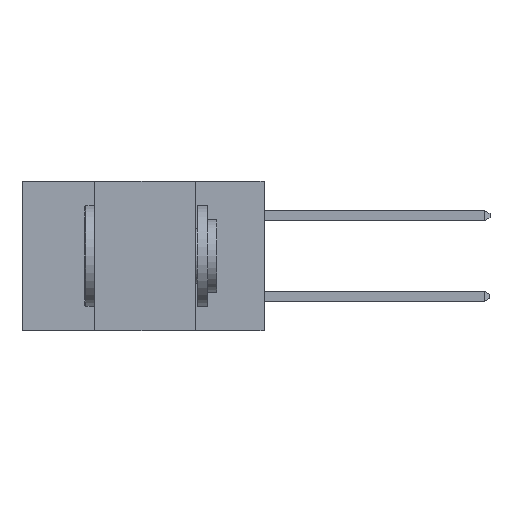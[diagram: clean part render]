
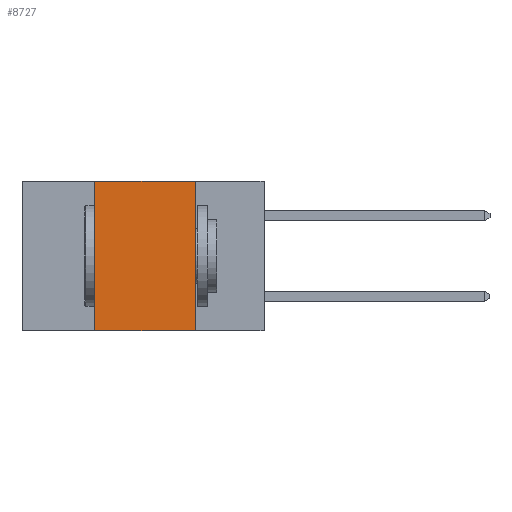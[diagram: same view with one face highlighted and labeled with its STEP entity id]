
A CAD part, left-side view. The second image highlights one B-rep face of the part: STEP entity #8727.
In plain terms, the highlighted planar face has unit normal (-1, 0, 0).
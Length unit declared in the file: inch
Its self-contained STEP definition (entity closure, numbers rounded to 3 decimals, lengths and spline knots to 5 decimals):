
#1441 = PLANE ( 'NONE',  #11819 ) ;
#1477 = DIRECTION ( 'NONE',  ( 0., 0., -1. ) ) ;
#1530 = CARTESIAN_POINT ( 'NONE',  ( 0., 0.6, -0.37 ) ) ;
#2564 = VERTEX_POINT ( 'NONE', #5589 ) ;
#2684 = DIRECTION ( 'NONE',  ( 1., 0., 0. ) ) ;
#2716 = LINE ( 'NONE', #15074, #5673 ) ;
#2967 = ORIENTED_EDGE ( 'NONE', *, *, #13432, .F. ) ;
#3195 = EDGE_CURVE ( 'NONE', #2564, #13039, #2716, .T. ) ;
#3383 = CARTESIAN_POINT ( 'NONE',  ( 0., 0.17, -0.37 ) ) ;
#5506 = EDGE_CURVE ( 'NONE', #13340, #13039, #10392, .T. ) ;
#5589 = CARTESIAN_POINT ( 'NONE',  ( 0., 0.17, 0. ) ) ;
#5673 = VECTOR ( 'NONE', #1477, 39.37008 ) ;
#6178 = EDGE_CURVE ( 'NONE', #9734, #2564, #13479, .T. ) ;
#6223 = LINE ( 'NONE', #11490, #9040 ) ;
#6299 = ORIENTED_EDGE ( 'NONE', *, *, #5506, .T. ) ;
#6449 = CARTESIAN_POINT ( 'NONE',  ( 0., 0.42, -0.37 ) ) ;
#6656 = ORIENTED_EDGE ( 'NONE', *, *, #3195, .F. ) ;
#7051 = CARTESIAN_POINT ( 'NONE',  ( 0., 0.42, 0. ) ) ;
#7126 = VECTOR ( 'NONE', #12843, 39.37008 ) ;
#8727 = ADVANCED_FACE ( 'NONE', ( #13762 ), #1441, .F. ) ;
#9040 = VECTOR ( 'NONE', #15145, 39.37008 ) ;
#9195 = CARTESIAN_POINT ( 'NONE',  ( 0., 0.6, 0. ) ) ;
#9734 = VERTEX_POINT ( 'NONE', #7051 ) ;
#10077 = CARTESIAN_POINT ( 'NONE',  ( 0., 0.6, 0. ) ) ;
#10159 = VECTOR ( 'NONE', #12962, 39.37008 ) ;
#10392 = LINE ( 'NONE', #1530, #7126 ) ;
#11334 = DIRECTION ( 'NONE',  ( 0., 0., -1. ) ) ;
#11490 = CARTESIAN_POINT ( 'NONE',  ( 0., 0.42, 0. ) ) ;
#11819 = AXIS2_PLACEMENT_3D ( 'NONE', #10077, #2684, #11334 ) ;
#12061 = ORIENTED_EDGE ( 'NONE', *, *, #6178, .F. ) ;
#12843 = DIRECTION ( 'NONE',  ( 0., -1., 0. ) ) ;
#12962 = DIRECTION ( 'NONE',  ( 0., -1., 0. ) ) ;
#13039 = VERTEX_POINT ( 'NONE', #3383 ) ;
#13263 = EDGE_LOOP ( 'NONE', ( #6656, #12061, #2967, #6299 ) ) ;
#13340 = VERTEX_POINT ( 'NONE', #6449 ) ;
#13432 = EDGE_CURVE ( 'NONE', #13340, #9734, #6223, .T. ) ;
#13479 = LINE ( 'NONE', #9195, #10159 ) ;
#13762 = FACE_OUTER_BOUND ( 'NONE', #13263, .T. ) ;
#15074 = CARTESIAN_POINT ( 'NONE',  ( 0., 0.17, 0. ) ) ;
#15145 = DIRECTION ( 'NONE',  ( 0., 0., 1. ) ) ;
